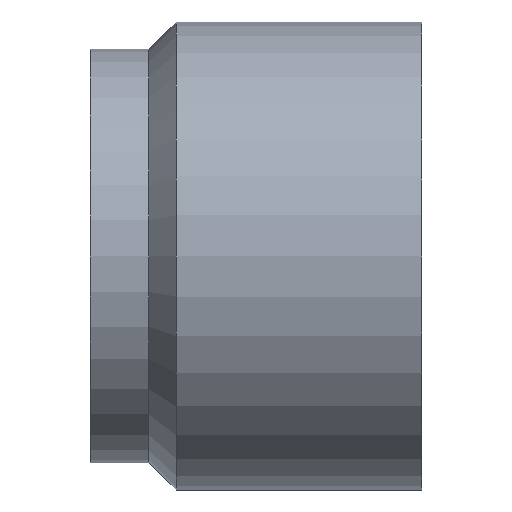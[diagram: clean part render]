
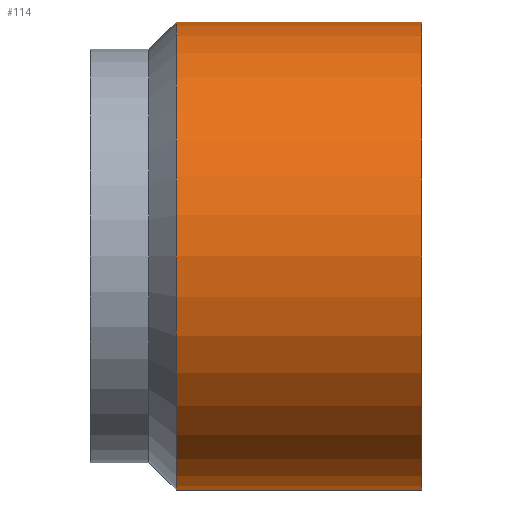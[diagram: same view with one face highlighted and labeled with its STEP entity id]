
A CAD part, left-side view. The second image highlights one B-rep face of the part: STEP entity #114.
In plain terms, the highlighted cylindrical face has radius 24 mm (diameter 48 mm), a partial arc.
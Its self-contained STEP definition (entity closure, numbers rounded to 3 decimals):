
#6 = EDGE_CURVE ( 'NONE', #121, #119, #155, .T. ) ;
#41 = ORIENTED_EDGE ( 'NONE', *, *, #198, .T. ) ;
#42 = ORIENTED_EDGE ( 'NONE', *, *, #43, .F. ) ;
#43 = EDGE_CURVE ( 'NONE', #136, #118, #296, .T. ) ;
#114 = ADVANCED_FACE ( 'NONE', ( #501 ), #475, .T. ) ;
#115 = EDGE_LOOP ( 'NONE', ( #116, #117, #41, #42 ) ) ;
#116 = ORIENTED_EDGE ( 'NONE', *, *, #137, .F. ) ;
#117 = ORIENTED_EDGE ( 'NONE', *, *, #6, .T. ) ;
#118 = VERTEX_POINT ( 'NONE', #391 ) ;
#119 = VERTEX_POINT ( 'NONE', #488 ) ;
#121 = VERTEX_POINT ( 'NONE', #487 ) ;
#136 = VERTEX_POINT ( 'NONE', #483 ) ;
#137 = EDGE_CURVE ( 'NONE', #121, #136, #386, .T. ) ;
#151 = DIRECTION ( 'NONE',  ( 0., 0., -1. ) ) ;
#152 = DIRECTION ( 'NONE',  ( 0., -1., 0. ) ) ;
#153 = CARTESIAN_POINT ( 'NONE',  ( 0., 25.2, 0. ) ) ;
#154 = AXIS2_PLACEMENT_3D ( 'NONE', #153, #152, #151 ) ;
#155 = CIRCLE ( 'NONE', #154, 24. ) ;
#198 = EDGE_CURVE ( 'NONE', #119, #118, #435, .T. ) ;
#254 = DIRECTION ( 'NONE',  ( 0., 0., -1. ) ) ;
#255 = DIRECTION ( 'NONE',  ( 0., -1., 0. ) ) ;
#294 = CARTESIAN_POINT ( 'NONE',  ( 0., 0., 0. ) ) ;
#295 = AXIS2_PLACEMENT_3D ( 'NONE', #294, #255, #254 ) ;
#296 = CIRCLE ( 'NONE', #295, 24. ) ;
#381 = DIRECTION ( 'NONE',  ( 0., 0., -1. ) ) ;
#383 = DIRECTION ( 'NONE',  ( 0., -1., 0. ) ) ;
#384 = VECTOR ( 'NONE', #383, 1000. ) ;
#385 = CARTESIAN_POINT ( 'NONE',  ( 0., 0., 24. ) ) ;
#386 = LINE ( 'NONE', #385, #384 ) ;
#391 = CARTESIAN_POINT ( 'NONE',  ( 0., 0., -24. ) ) ;
#427 = DIRECTION ( 'NONE',  ( 0., -1., 0. ) ) ;
#428 = VECTOR ( 'NONE', #427, 1000. ) ;
#429 = CARTESIAN_POINT ( 'NONE',  ( 0., 0., -24. ) ) ;
#435 = LINE ( 'NONE', #429, #428 ) ;
#443 = AXIS2_PLACEMENT_3D ( 'NONE', #452, #444, #381 ) ;
#444 = DIRECTION ( 'NONE',  ( 0., -1., 0. ) ) ;
#452 = CARTESIAN_POINT ( 'NONE',  ( 0., 0., 0. ) ) ;
#475 = CYLINDRICAL_SURFACE ( 'NONE', #443, 24. ) ;
#483 = CARTESIAN_POINT ( 'NONE',  ( 0., 0., 24. ) ) ;
#487 = CARTESIAN_POINT ( 'NONE',  ( 0., 25.2, 24. ) ) ;
#488 = CARTESIAN_POINT ( 'NONE',  ( 0., 25.2, -24. ) ) ;
#501 = FACE_OUTER_BOUND ( 'NONE', #115, .T. ) ;
